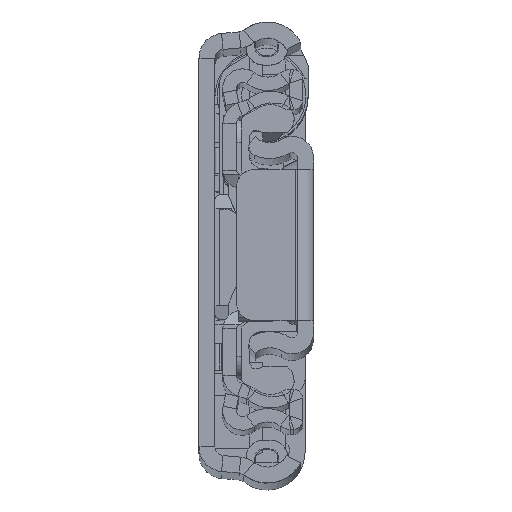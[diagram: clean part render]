
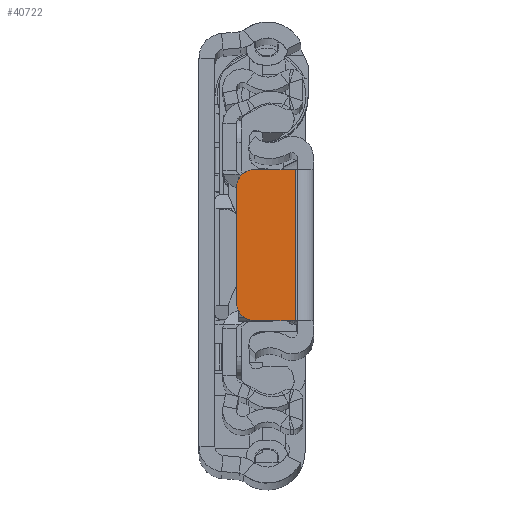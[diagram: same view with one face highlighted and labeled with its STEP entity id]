
A CAD part, top view. The second image highlights one B-rep face of the part: STEP entity #40722.
In plain terms, the highlighted planar face has unit normal (0, 0, 1).
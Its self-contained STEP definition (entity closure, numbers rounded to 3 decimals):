
#2453 = CARTESIAN_POINT ( 'NONE',  ( -8.65, 6.5, 0. ) ) ;
#3564 = CARTESIAN_POINT ( 'NONE',  ( -6.65, -8.5, 0. ) ) ;
#4057 = LINE ( 'NONE', #15335, #30943 ) ;
#4363 = LINE ( 'NONE', #28669, #7647 ) ;
#4744 = DIRECTION ( 'NONE',  ( 0., -1., 0. ) ) ;
#5766 = VECTOR ( 'NONE', #23760, 1000. ) ;
#6091 = EDGE_CURVE ( 'NONE', #9565, #32025, #4363, .T. ) ;
#6519 = FACE_OUTER_BOUND ( 'NONE', #7451, .T. ) ;
#6563 = ORIENTED_EDGE ( 'NONE', *, *, #10465, .T. ) ;
#7178 = DIRECTION ( 'NONE',  ( 0., 0., -1. ) ) ;
#7242 = ORIENTED_EDGE ( 'NONE', *, *, #22798, .T. ) ;
#7451 = EDGE_LOOP ( 'NONE', ( #44371, #25277, #6563, #23486, #7242, #40072 ) ) ;
#7647 = VECTOR ( 'NONE', #42348, 1000. ) ;
#7937 = AXIS2_PLACEMENT_3D ( 'NONE', #41942, #24887, #16324 ) ;
#8186 = LINE ( 'NONE', #31356, #17841 ) ;
#9565 = VERTEX_POINT ( 'NONE', #2453 ) ;
#10291 = DIRECTION ( 'NONE',  ( 0., 0., 1. ) ) ;
#10465 = EDGE_CURVE ( 'NONE', #23431, #43393, #30507, .T. ) ;
#10631 = CARTESIAN_POINT ( 'NONE',  ( -8.65, -6.5, 0. ) ) ;
#13056 = VERTEX_POINT ( 'NONE', #14979 ) ;
#13221 = CARTESIAN_POINT ( 'NONE',  ( -6.65, 6.5, 0. ) ) ;
#13269 = PLANE ( 'NONE',  #33749 ) ;
#14979 = CARTESIAN_POINT ( 'NONE',  ( -6.65, 8.5, 0. ) ) ;
#15051 = DIRECTION ( 'NONE',  ( -1., 0., 0. ) ) ;
#15335 = CARTESIAN_POINT ( 'NONE',  ( -2.05, -8.5, 0. ) ) ;
#16324 = DIRECTION ( 'NONE',  ( -1., 0., 0. ) ) ;
#17841 = VECTOR ( 'NONE', #17865, 1000. ) ;
#17865 = DIRECTION ( 'NONE',  ( -1., 0., 0. ) ) ;
#19941 = CARTESIAN_POINT ( 'NONE',  ( 0., -8.5, 0. ) ) ;
#22798 = EDGE_CURVE ( 'NONE', #24375, #13056, #8186, .T. ) ;
#23431 = VERTEX_POINT ( 'NONE', #3564 ) ;
#23486 = ORIENTED_EDGE ( 'NONE', *, *, #41523, .F. ) ;
#23760 = DIRECTION ( 'NONE',  ( 1., 0., 0. ) ) ;
#24375 = VERTEX_POINT ( 'NONE', #43849 ) ;
#24887 = DIRECTION ( 'NONE',  ( 0., 0., 1. ) ) ;
#25277 = ORIENTED_EDGE ( 'NONE', *, *, #33852, .T. ) ;
#27317 = CIRCLE ( 'NONE', #7937, 2. ) ;
#27377 = CIRCLE ( 'NONE', #43858, 2. ) ;
#28669 = CARTESIAN_POINT ( 'NONE',  ( -8.65, 0., 0. ) ) ;
#29593 = CARTESIAN_POINT ( 'NONE',  ( -2.05, -8.5, 0. ) ) ;
#30507 = LINE ( 'NONE', #19941, #5766 ) ;
#30803 = CARTESIAN_POINT ( 'NONE',  ( 0., 0., 0. ) ) ;
#30943 = VECTOR ( 'NONE', #4744, 1000. ) ;
#31356 = CARTESIAN_POINT ( 'NONE',  ( 0., 8.5, 0. ) ) ;
#32025 = VERTEX_POINT ( 'NONE', #10631 ) ;
#33749 = AXIS2_PLACEMENT_3D ( 'NONE', #30803, #7178, #15051 ) ;
#33852 = EDGE_CURVE ( 'NONE', #32025, #23431, #27317, .T. ) ;
#37703 = DIRECTION ( 'NONE',  ( -1., 0., 0. ) ) ;
#40072 = ORIENTED_EDGE ( 'NONE', *, *, #42079, .T. ) ;
#40722 = ADVANCED_FACE ( 'NONE', ( #6519 ), #13269, .F. ) ;
#41523 = EDGE_CURVE ( 'NONE', #24375, #43393, #4057, .T. ) ;
#41942 = CARTESIAN_POINT ( 'NONE',  ( -6.65, -6.5, 0. ) ) ;
#42079 = EDGE_CURVE ( 'NONE', #13056, #9565, #27377, .T. ) ;
#42348 = DIRECTION ( 'NONE',  ( 0., -1., 0. ) ) ;
#43393 = VERTEX_POINT ( 'NONE', #29593 ) ;
#43849 = CARTESIAN_POINT ( 'NONE',  ( -2.05, 8.5, 0. ) ) ;
#43858 = AXIS2_PLACEMENT_3D ( 'NONE', #13221, #10291, #37703 ) ;
#44371 = ORIENTED_EDGE ( 'NONE', *, *, #6091, .T. ) ;
